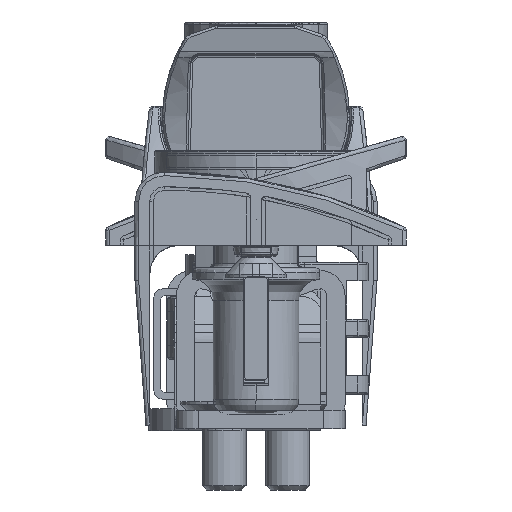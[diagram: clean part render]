
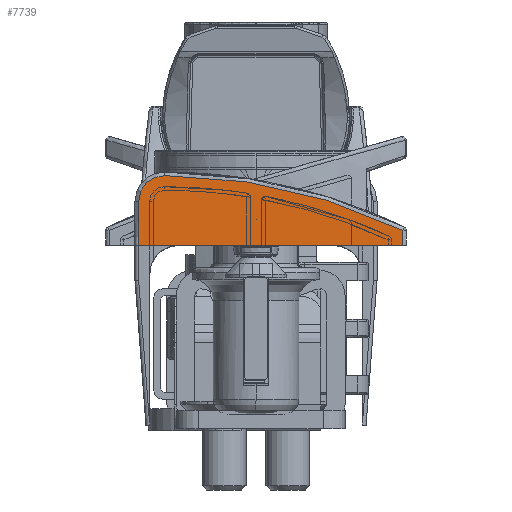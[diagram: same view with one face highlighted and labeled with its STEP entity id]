
A CAD part, front view. The second image highlights one B-rep face of the part: STEP entity #7739.
In plain terms, the highlighted planar face has unit normal (0, -1, 0.018).
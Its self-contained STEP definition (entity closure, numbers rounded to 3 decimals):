
#7739=ADVANCED_FACE('',(#15953),#15954,.F.);
#15953=FACE_OUTER_BOUND('',#47216,.T.);
#15954=PLANE('',#47217);
#47216=EDGE_LOOP('',(#75892,#75893,#75894,#75895,#75896,#75897));
#47217=AXIS2_PLACEMENT_3D('',#75898,#75899,#75900);
#75892=ORIENTED_EDGE('',*,*,#90796,.T.);
#75893=ORIENTED_EDGE('',*,*,#90847,.F.);
#75894=ORIENTED_EDGE('',*,*,#90938,.F.);
#75895=ORIENTED_EDGE('',*,*,#90939,.F.);
#75896=ORIENTED_EDGE('',*,*,#90940,.F.);
#75897=ORIENTED_EDGE('',*,*,#90941,.F.);
#75898=CARTESIAN_POINT('',(40.5,0.0,33.35));
#75899=DIRECTION('',(0.0,1.,-0.017));
#75900=DIRECTION('',(1.0,0.0,0.0));
#90796=EDGE_CURVE('',#104245,#104243,#104246,.T.);
#90847=EDGE_CURVE('',#104330,#104243,#104332,.T.);
#90938=EDGE_CURVE('',#104490,#104330,#104491,.T.);
#90939=EDGE_CURVE('',#104492,#104490,#104493,.T.);
#90940=EDGE_CURVE('',#104494,#104492,#104495,.T.);
#90941=EDGE_CURVE('',#104245,#104494,#104496,.T.);
#104243=VERTEX_POINT('',#147181);
#104245=VERTEX_POINT('',#147183);
#104246=LINE('',#147184,#147185);
#104330=VERTEX_POINT('',#147408);
#104332=LINE('',#147410,#147411);
#104490=VERTEX_POINT('',#147833);
#104491=LINE('',#147834,#147835);
#104492=VERTEX_POINT('',#147836);
#104493=B_SPLINE_CURVE_WITH_KNOTS('',3,(#147837,#147838,#147839,#147840,#147841,#147842),.UNSPECIFIED.,.F.,.F.,(4,1,1,4),(0.0,0.429,0.714,1.0),.UNSPECIFIED.);
#104494=VERTEX_POINT('',#147843);
#104495=B_SPLINE_CURVE_WITH_KNOTS('',3,(#147844,#147845,#147846,#147847,#147848,#147849,#147850),.UNSPECIFIED.,.F.,.F.,(4,1,1,1,4),(0.0,0.286,0.571,0.857,1.0),.UNSPECIFIED.);
#104496=LINE('',#147851,#147852);
#147181=CARTESIAN_POINT('',(10.0,0.0,33.35));
#147183=CARTESIAN_POINT('',(4.5,0.0,33.35));
#147184=CARTESIAN_POINT('',(7.25,0.0,33.35));
#147185=VECTOR('',#171563,1000.0);
#147408=CARTESIAN_POINT('',(40.5,0.0,33.35));
#147410=CARTESIAN_POINT('',(24.933,0.0,33.35));
#147411=VECTOR('',#171637,1000.0);
#147833=CARTESIAN_POINT('',(40.5,0.036,35.396));
#147834=CARTESIAN_POINT('',(40.5,0.083,38.105));
#147835=VECTOR('',#171752,1000.0);
#147836=CARTESIAN_POINT('',(8.,0.166,42.859));
#147837=CARTESIAN_POINT('',(8.,0.166,42.859));
#147838=CARTESIAN_POINT('',(12.805,0.166,42.859));
#147839=CARTESIAN_POINT('',(20.812,0.152,42.081));
#147840=CARTESIAN_POINT('',(31.673,0.102,39.215));
#147841=CARTESIAN_POINT('',(37.618,0.06,36.793));
#147842=CARTESIAN_POINT('',(40.5,0.036,35.396));
#147843=CARTESIAN_POINT('',(4.5,0.105,39.359));
#147844=CARTESIAN_POINT('',(4.5,0.105,39.359));
#147845=CARTESIAN_POINT('',(4.5,0.114,39.882));
#147846=CARTESIAN_POINT('',(4.739,0.132,40.929));
#147847=CARTESIAN_POINT('',(5.744,0.154,42.189));
#147848=CARTESIAN_POINT('',(6.953,0.164,42.771));
#147849=CARTESIAN_POINT('',(7.739,0.166,42.859));
#147850=CARTESIAN_POINT('',(8.,0.166,42.859));
#147851=CARTESIAN_POINT('',(4.5,0.083,38.105));
#147852=VECTOR('',#171753,1000.0);
#171563=DIRECTION('',(1.0,0.,0.0));
#171637=DIRECTION('',(-1.0,0.0,0.0));
#171752=DIRECTION('',(0.0,-0.017,-1.));
#171753=DIRECTION('',(0.0,0.017,1.));
